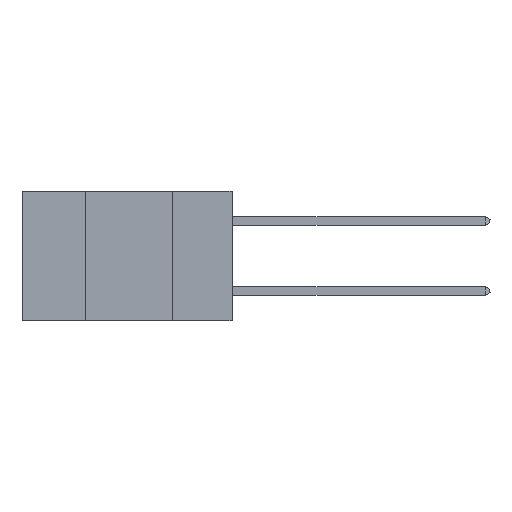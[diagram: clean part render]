
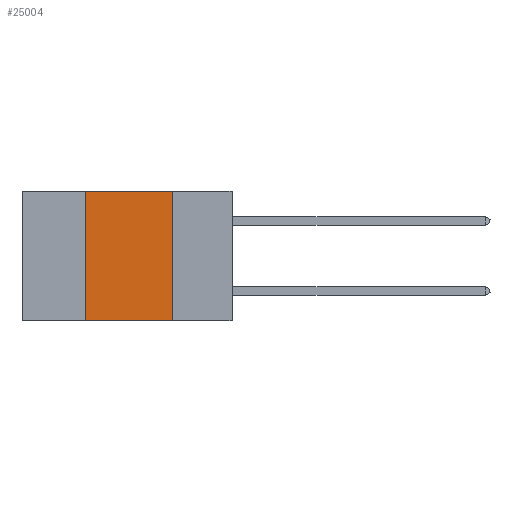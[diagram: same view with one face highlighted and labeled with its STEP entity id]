
A CAD part, left-side view. The second image highlights one B-rep face of the part: STEP entity #25004.
In plain terms, the highlighted planar face has unit normal (-1, 0, 0).
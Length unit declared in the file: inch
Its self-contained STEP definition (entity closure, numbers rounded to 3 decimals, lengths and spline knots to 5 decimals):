
#1944 = CARTESIAN_POINT ( 'NONE',  ( 0., 0.42, 0. ) ) ;
#2196 = LINE ( 'NONE', #23911, #37889 ) ;
#2234 = VERTEX_POINT ( 'NONE', #11509 ) ;
#4899 = VERTEX_POINT ( 'NONE', #34098 ) ;
#7317 = ORIENTED_EDGE ( 'NONE', *, *, #38249, .F. ) ;
#7526 = VECTOR ( 'NONE', #39398, 39.37008 ) ;
#8008 = PLANE ( 'NONE',  #18447 ) ;
#8927 = ORIENTED_EDGE ( 'NONE', *, *, #19322, .T. ) ;
#11064 = DIRECTION ( 'NONE',  ( 0., 0., 1. ) ) ;
#11493 = ORIENTED_EDGE ( 'NONE', *, *, #12428, .F. ) ;
#11509 = CARTESIAN_POINT ( 'NONE',  ( 0., 0.42, -0.37 ) ) ;
#12428 = EDGE_CURVE ( 'NONE', #25189, #4899, #26990, .T. ) ;
#15018 = DIRECTION ( 'NONE',  ( 1., 0., 0. ) ) ;
#15955 = LINE ( 'NONE', #24742, #42228 ) ;
#16558 = CARTESIAN_POINT ( 'NONE',  ( 0., 0.17, -0.37 ) ) ;
#18447 = AXIS2_PLACEMENT_3D ( 'NONE', #35544, #15018, #38986 ) ;
#19322 = EDGE_CURVE ( 'NONE', #2234, #22667, #44746, .T. ) ;
#22667 = VERTEX_POINT ( 'NONE', #16558 ) ;
#23911 = CARTESIAN_POINT ( 'NONE',  ( 0., 0.17, 0. ) ) ;
#24208 = DIRECTION ( 'NONE',  ( 0., -1., 0. ) ) ;
#24529 = EDGE_LOOP ( 'NONE', ( #30067, #11493, #7317, #8927 ) ) ;
#24742 = CARTESIAN_POINT ( 'NONE',  ( 0., 0.42, 0. ) ) ;
#25004 = ADVANCED_FACE ( 'NONE', ( #35679 ), #8008, .F. ) ;
#25189 = VERTEX_POINT ( 'NONE', #1944 ) ;
#26990 = LINE ( 'NONE', #29074, #7526 ) ;
#27353 = DIRECTION ( 'NONE',  ( 0., 0., -1. ) ) ;
#29074 = CARTESIAN_POINT ( 'NONE',  ( 0., 0.6, 0. ) ) ;
#30067 = ORIENTED_EDGE ( 'NONE', *, *, #30522, .F. ) ;
#30522 = EDGE_CURVE ( 'NONE', #4899, #22667, #2196, .T. ) ;
#34098 = CARTESIAN_POINT ( 'NONE',  ( 0., 0.17, 0. ) ) ;
#35544 = CARTESIAN_POINT ( 'NONE',  ( 0., 0.6, 0. ) ) ;
#35623 = VECTOR ( 'NONE', #24208, 39.37008 ) ;
#35679 = FACE_OUTER_BOUND ( 'NONE', #24529, .T. ) ;
#37889 = VECTOR ( 'NONE', #27353, 39.37008 ) ;
#38249 = EDGE_CURVE ( 'NONE', #2234, #25189, #15955, .T. ) ;
#38986 = DIRECTION ( 'NONE',  ( 0., 0., -1. ) ) ;
#39398 = DIRECTION ( 'NONE',  ( 0., -1., 0. ) ) ;
#41275 = CARTESIAN_POINT ( 'NONE',  ( 0., 0.6, -0.37 ) ) ;
#42228 = VECTOR ( 'NONE', #11064, 39.37008 ) ;
#44746 = LINE ( 'NONE', #41275, #35623 ) ;
